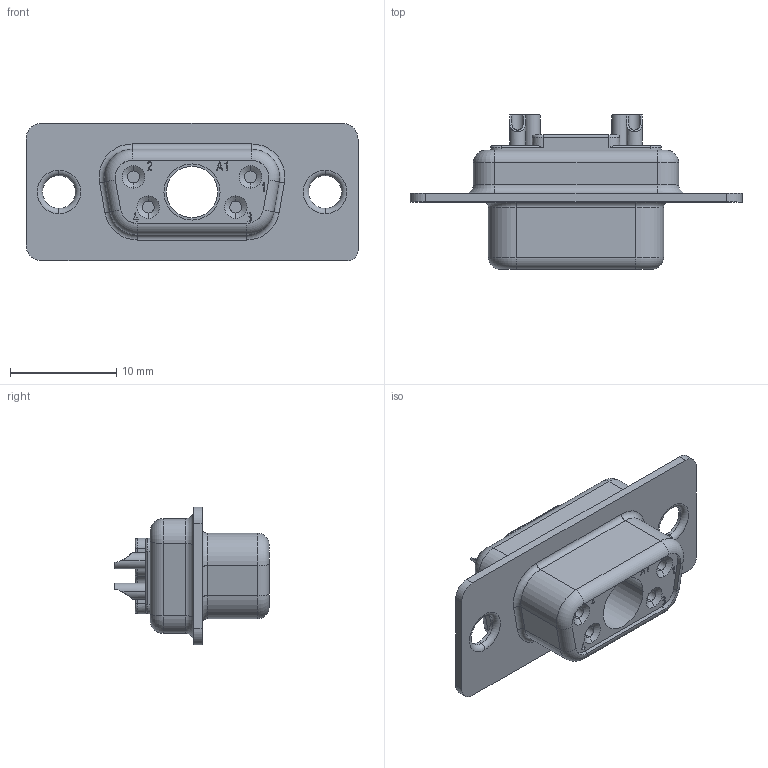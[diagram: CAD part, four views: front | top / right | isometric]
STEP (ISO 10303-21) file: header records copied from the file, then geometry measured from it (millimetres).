
FILE_DESCRIPTION(('Creo Elements/Direct Modeling STEP Export'),'2;1');
FILE_NAME('model.stp','2019-03-21T 7:27:15',(''),(''),'Creo Elements/Direct Modeling STEP processor for AP214 (Solid Model)','Creo Elements/Direct Modeling 20.1A 29-Sep-2018 (C) Parametric Technology GmbH','');
FILE_SCHEMA(('AUTOMOTIVE_DESIGN { 1 0 10303 214 1 1 1 1 }'));
Length unit declared in the file: millimetre
Products named in the file (2): VS-09-BU-DSUB-1P-4S
Assembly tree (1 placements, depth 2):
  VS-09-BU-DSUB-1P-4S
    VS-09-BU-DSUB-1P-4S
Bounding box: 31.19 x 14.5 x 12.93 mm (x, y, z)
Volume: 1627.1 mm3; surface area: 1670.6 mm2
Topology: 1 solids, 1 shells, 436 faces, 1159 edges, 752 vertices
Faces by surface type: plane 179, cylinder 136, extrusion 81, torus 32, cone 8
Entity records: 19939 total; most frequent: CARTESIAN_POINT 5798, ORIENTED_EDGE 2318, DIRECTION 1957, EDGE_CURVE 1159, VERTEX_POINT 752, VECTOR 751, LINE 670, AXIS2_PLACEMENT_3D 603
